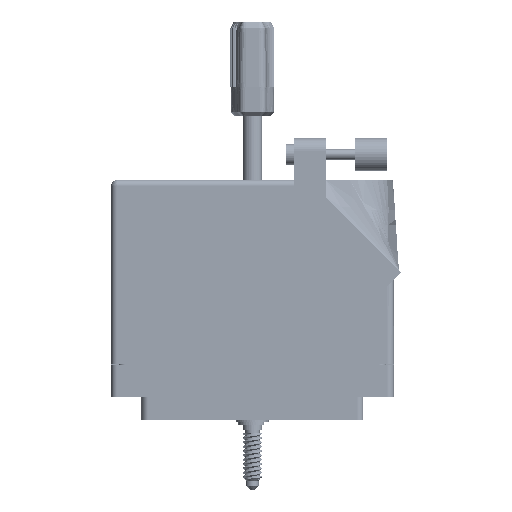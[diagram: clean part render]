
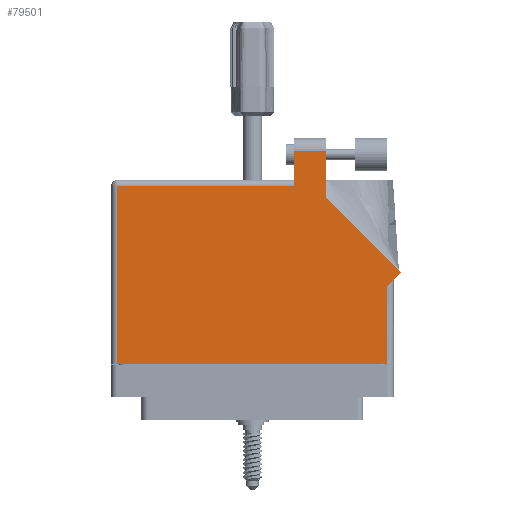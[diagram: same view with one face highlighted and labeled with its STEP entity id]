
A CAD part, front view. The second image highlights one B-rep face of the part: STEP entity #79501.
In plain terms, the highlighted face is planar.
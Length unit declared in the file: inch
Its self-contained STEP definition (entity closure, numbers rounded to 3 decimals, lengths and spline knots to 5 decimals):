
#4749 = LINE ( 'NONE', #73768, #85736 ) ;
#5475 = DIRECTION ( 'NONE',  ( 0., 0., -1. ) ) ;
#5829 = VECTOR ( 'NONE', #34602, 39.37008 ) ;
#7300 = VERTEX_POINT ( 'NONE', #60759 ) ;
#7343 = EDGE_CURVE ( 'NONE', #7300, #58686, #9257, .T. ) ;
#7455 = VECTOR ( 'NONE', #62295, 39.37008 ) ;
#8183 = CARTESIAN_POINT ( 'NONE',  ( -1.297, -0.1, 0.617 ) ) ;
#9257 = LINE ( 'NONE', #79655, #46002 ) ;
#10651 = CARTESIAN_POINT ( 'NONE',  ( 0.706, 1.50942, 0.617 ) ) ;
#12517 = DIRECTION ( 'NONE',  ( 0.707, 0.707, 0. ) ) ;
#13327 = VECTOR ( 'NONE', #53176, 39.37008 ) ;
#13411 = LINE ( 'NONE', #24103, #27069 ) ;
#13801 = DIRECTION ( 'NONE',  ( 0., -1., 0. ) ) ;
#15841 = ORIENTED_EDGE ( 'NONE', *, *, #77597, .T. ) ;
#18233 = CARTESIAN_POINT ( 'NONE',  ( 0.399, 1.95, 0.617 ) ) ;
#19230 = EDGE_CURVE ( 'NONE', #46615, #29633, #13411, .T. ) ;
#19629 = EDGE_CURVE ( 'NONE', #51781, #46615, #29097, .T. ) ;
#20100 = ORIENTED_EDGE ( 'NONE', *, *, #7343, .T. ) ;
#21399 = LINE ( 'NONE', #10651, #72949 ) ;
#23714 = VERTEX_POINT ( 'NONE', #65909 ) ;
#23888 = LINE ( 'NONE', #71531, #47999 ) ;
#24103 = CARTESIAN_POINT ( 'NONE',  ( 1.359, 0.715, 0.617 ) ) ;
#24350 = ORIENTED_EDGE ( 'NONE', *, *, #30947, .T. ) ;
#27069 = VECTOR ( 'NONE', #12517, 39.37008 ) ;
#28760 = CARTESIAN_POINT ( 'NONE',  ( -1.359, -0.1, 0.617 ) ) ;
#29097 = LINE ( 'NONE', #32701, #13327 ) ;
#29633 = VERTEX_POINT ( 'NONE', #69274 ) ;
#30943 = DIRECTION ( 'NONE',  ( 0., 1., 0. ) ) ;
#30947 = EDGE_CURVE ( 'NONE', #68560, #34452, #21399, .T. ) ;
#32701 = CARTESIAN_POINT ( 'NONE',  ( 1.297, 0.715, 0.617 ) ) ;
#32787 = EDGE_CURVE ( 'NONE', #34452, #79038, #23888, .T. ) ;
#34452 = VERTEX_POINT ( 'NONE', #71015 ) ;
#34602 = DIRECTION ( 'NONE',  ( 1., 0., 0. ) ) ;
#35227 = CARTESIAN_POINT ( 'NONE',  ( 0.706, 1.50942, 0.617 ) ) ;
#36078 = DIRECTION ( 'NONE',  ( -0.707, 0.707, 0. ) ) ;
#36382 = LINE ( 'NONE', #28760, #5829 ) ;
#37410 = ORIENTED_EDGE ( 'NONE', *, *, #32787, .T. ) ;
#39834 = ORIENTED_EDGE ( 'NONE', *, *, #87056, .T. ) ;
#41093 = VECTOR ( 'NONE', #36078, 39.37008 ) ;
#44134 = DIRECTION ( 'NONE',  ( -1., 0., 0. ) ) ;
#45275 = LINE ( 'NONE', #76963, #41093 ) ;
#46002 = VECTOR ( 'NONE', #47801, 39.37008 ) ;
#46615 = VERTEX_POINT ( 'NONE', #67373 ) ;
#47801 = DIRECTION ( 'NONE',  ( -1., 0., 0. ) ) ;
#47999 = VECTOR ( 'NONE', #44134, 39.37008 ) ;
#50226 = EDGE_CURVE ( 'NONE', #58686, #23714, #85359, .T. ) ;
#50847 = ORIENTED_EDGE ( 'NONE', *, *, #19230, .T. ) ;
#51294 = PLANE ( 'NONE',  #81768 ) ;
#51781 = VERTEX_POINT ( 'NONE', #77614 ) ;
#51915 = ORIENTED_EDGE ( 'NONE', *, *, #81414, .T. ) ;
#53176 = DIRECTION ( 'NONE',  ( 0., 1., 0. ) ) ;
#58054 = CARTESIAN_POINT ( 'NONE',  ( -1.359, 1.675, 0.617 ) ) ;
#58686 = VERTEX_POINT ( 'NONE', #72654 ) ;
#59215 = DIRECTION ( 'NONE',  ( -1., 0., 0. ) ) ;
#60759 = CARTESIAN_POINT ( 'NONE',  ( 0.399, 1.613, 0.617 ) ) ;
#62295 = DIRECTION ( 'NONE',  ( 0., -1., 0. ) ) ;
#62436 = FACE_OUTER_BOUND ( 'NONE', #68283, .T. ) ;
#65909 = CARTESIAN_POINT ( 'NONE',  ( -1.297, -0.1, 0.617 ) ) ;
#67373 = CARTESIAN_POINT ( 'NONE',  ( 1.297, 0.653, 0.617 ) ) ;
#67860 = ORIENTED_EDGE ( 'NONE', *, *, #19629, .T. ) ;
#68283 = EDGE_LOOP ( 'NONE', ( #24350, #37410, #39834, #20100, #73467, #15841, #67860, #50847, #51915 ) ) ;
#68560 = VERTEX_POINT ( 'NONE', #35227 ) ;
#69274 = CARTESIAN_POINT ( 'NONE',  ( 1.42971, 0.78571, 0.617 ) ) ;
#71015 = CARTESIAN_POINT ( 'NONE',  ( 0.706, 1.95, 0.617 ) ) ;
#71531 = CARTESIAN_POINT ( 'NONE',  ( 0.399, 1.95, 0.617 ) ) ;
#72654 = CARTESIAN_POINT ( 'NONE',  ( -1.297, 1.613, 0.617 ) ) ;
#72949 = VECTOR ( 'NONE', #30943, 39.37008 ) ;
#73467 = ORIENTED_EDGE ( 'NONE', *, *, #50226, .T. ) ;
#73768 = CARTESIAN_POINT ( 'NONE',  ( 0.399, 1.675, 0.617 ) ) ;
#76963 = CARTESIAN_POINT ( 'NONE',  ( 1.42971, 0.78571, 0.617 ) ) ;
#77597 = EDGE_CURVE ( 'NONE', #23714, #51781, #36382, .T. ) ;
#77614 = CARTESIAN_POINT ( 'NONE',  ( 1.297, -0.1, 0.617 ) ) ;
#79038 = VERTEX_POINT ( 'NONE', #18233 ) ;
#79501 = ADVANCED_FACE ( 'NONE', ( #62436 ), #51294, .F. ) ;
#79655 = CARTESIAN_POINT ( 'NONE',  ( -1.359, 1.613, 0.617 ) ) ;
#81414 = EDGE_CURVE ( 'NONE', #29633, #68560, #45275, .T. ) ;
#81768 = AXIS2_PLACEMENT_3D ( 'NONE', #58054, #5475, #59215 ) ;
#85359 = LINE ( 'NONE', #8183, #7455 ) ;
#85736 = VECTOR ( 'NONE', #13801, 39.37008 ) ;
#87056 = EDGE_CURVE ( 'NONE', #79038, #7300, #4749, .T. ) ;
